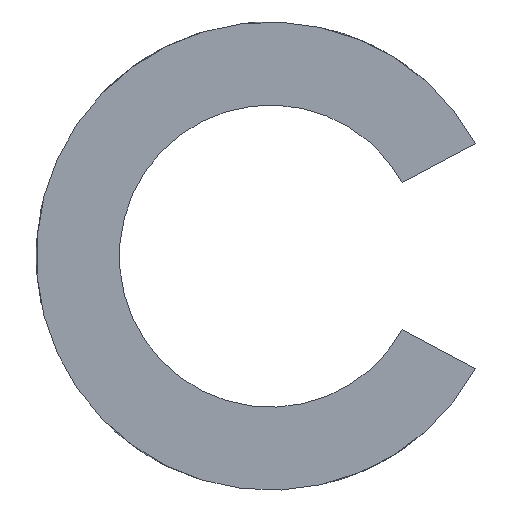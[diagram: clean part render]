
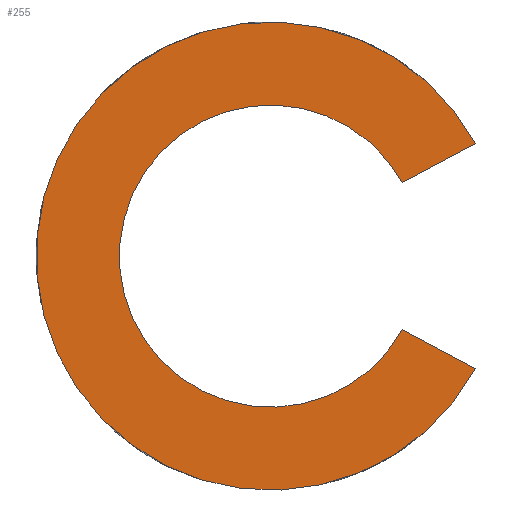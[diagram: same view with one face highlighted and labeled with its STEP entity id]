
A CAD part, left-side view. The second image highlights one B-rep face of the part: STEP entity #255.
In plain terms, the highlighted planar face has unit normal (-1, 0, 0).
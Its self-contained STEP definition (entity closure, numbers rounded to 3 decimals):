
#255 = ADVANCED_FACE( '', ( #571 ), #572, .T. );
#571 = FACE_OUTER_BOUND( '', #944, .T. );
#572 = PLANE( '', #945 );
#944 = EDGE_LOOP( '', ( #1571, #1572, #1573, #1574 ) );
#945 = AXIS2_PLACEMENT_3D( '', #1575, #1576, #1577 );
#1571 = ORIENTED_EDGE( '', *, *, #2320, .F. );
#1572 = ORIENTED_EDGE( '', *, *, #2276, .T. );
#1573 = ORIENTED_EDGE( '', *, *, #2287, .T. );
#1574 = ORIENTED_EDGE( '', *, *, #2374, .T. );
#1575 = CARTESIAN_POINT( '', ( 0., 31., 0. ) );
#1576 = DIRECTION( '', ( -1., 0., 0. ) );
#1577 = DIRECTION( '', ( 0., 0., 1. ) );
#2276 = EDGE_CURVE( '', #2753, #2754, #2755, .T. );
#2287 = EDGE_CURVE( '', #2754, #2773, #2774, .T. );
#2320 = EDGE_CURVE( '', #2753, #2822, #2823, .T. );
#2374 = EDGE_CURVE( '', #2773, #2822, #2900, .T. );
#2753 = VERTEX_POINT( '', #3375 );
#2754 = VERTEX_POINT( '', #3376 );
#2755 = LINE( '', #3377, #3378 );
#2773 = VERTEX_POINT( '', #3405 );
#2774 = CIRCLE( '', #3406, 20. );
#2822 = VERTEX_POINT( '', #3475 );
#2823 = CIRCLE( '', #3476, 31. );
#2900 = LINE( '', #3580, #3581 );
#3375 = CARTESIAN_POINT( '', ( 0., -27.176, -14.916 ) );
#3376 = CARTESIAN_POINT( '', ( 0., -17.462, -9.751 ) );
#3377 = CARTESIAN_POINT( '', ( 0., -27.176, -14.916 ) );
#3378 = VECTOR( '', #4047, 1000. );
#3405 = CARTESIAN_POINT( '', ( 0., -17.462, 9.751 ) );
#3406 = AXIS2_PLACEMENT_3D( '', #4057, #4058, #4059 );
#3475 = CARTESIAN_POINT( '', ( 0., -27.176, 14.916 ) );
#3476 = AXIS2_PLACEMENT_3D( '', #4087, #4088, #4089 );
#3580 = CARTESIAN_POINT( '', ( 0., -17.46, 9.75 ) );
#3581 = VECTOR( '', #4159, 1000. );
#4047 = DIRECTION( '', ( 0., 0.883, 0.469 ) );
#4057 = CARTESIAN_POINT( '', ( 0., 0., 0. ) );
#4058 = DIRECTION( '', ( 1., 0., 0. ) );
#4059 = DIRECTION( '', ( 0., 0., -1. ) );
#4087 = CARTESIAN_POINT( '', ( 0., 0., 0. ) );
#4088 = DIRECTION( '', ( 1., 0., 0. ) );
#4089 = DIRECTION( '', ( 0., 0., -1. ) );
#4159 = DIRECTION( '', ( 0., -0.883, 0.469 ) );
